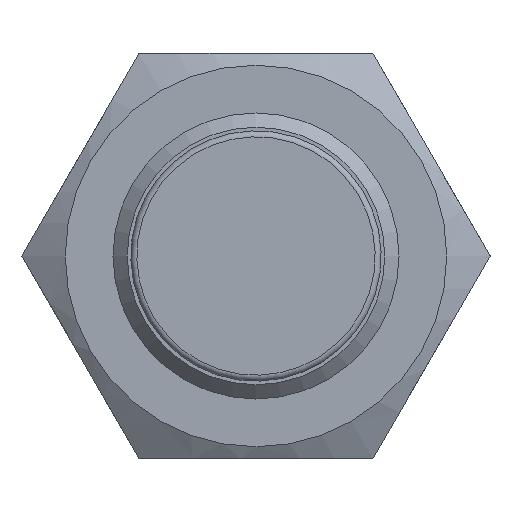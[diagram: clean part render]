
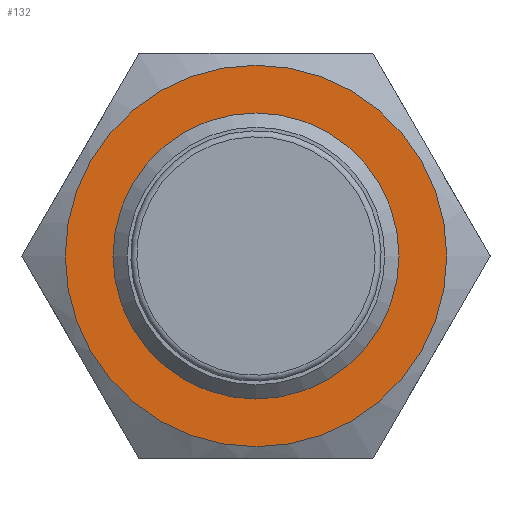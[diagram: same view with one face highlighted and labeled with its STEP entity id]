
A CAD part, left-side view. The second image highlights one B-rep face of the part: STEP entity #132.
In plain terms, the highlighted planar face has unit normal (-1, 0, 0).
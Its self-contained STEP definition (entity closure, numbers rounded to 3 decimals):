
#105=CARTESIAN_POINT('',(5.434,0.,0.));
#106=DIRECTION('',(1.0,0.0,0.0));
#107=DIRECTION('',(0.0,0.0,1.0));
#108=AXIS2_PLACEMENT_3D('',#105,#106,#107);
#109=PLANE('',#108);
#110=CARTESIAN_POINT('',(5.434,8.,0.));
#111=VERTEX_POINT('',#110);
#112=CARTESIAN_POINT('',(5.434,0.,0.));
#113=DIRECTION('',(-1.0,0.0,0.0));
#114=DIRECTION('',(0.0,1.0,0.0));
#115=AXIS2_PLACEMENT_3D('',#112,#113,#114);
#116=CIRCLE('',#115,8.0);
#117=EDGE_CURVE('',#111,#111,#116,.T.);
#118=ORIENTED_EDGE('',*,*,#117,.T.);
#119=EDGE_LOOP('',(#118));
#120=FACE_OUTER_BOUND('',#119,.T.);
#121=CARTESIAN_POINT('',(5.434,-6.0,0.));
#122=VERTEX_POINT('',#121);
#123=CARTESIAN_POINT('',(5.434,0.,0.0));
#124=DIRECTION('',(-1.0,0.0,0.0));
#125=DIRECTION('',(0.0,1.0,0.0));
#126=AXIS2_PLACEMENT_3D('',#123,#124,#125);
#127=CIRCLE('',#126,6.);
#128=EDGE_CURVE('',#122,#122,#127,.T.);
#129=ORIENTED_EDGE('',*,*,#128,.F.);
#130=EDGE_LOOP('',(#129));
#131=FACE_BOUND('',#130,.T.);
#132=ADVANCED_FACE('',(#120,#131),#109,.F.);
